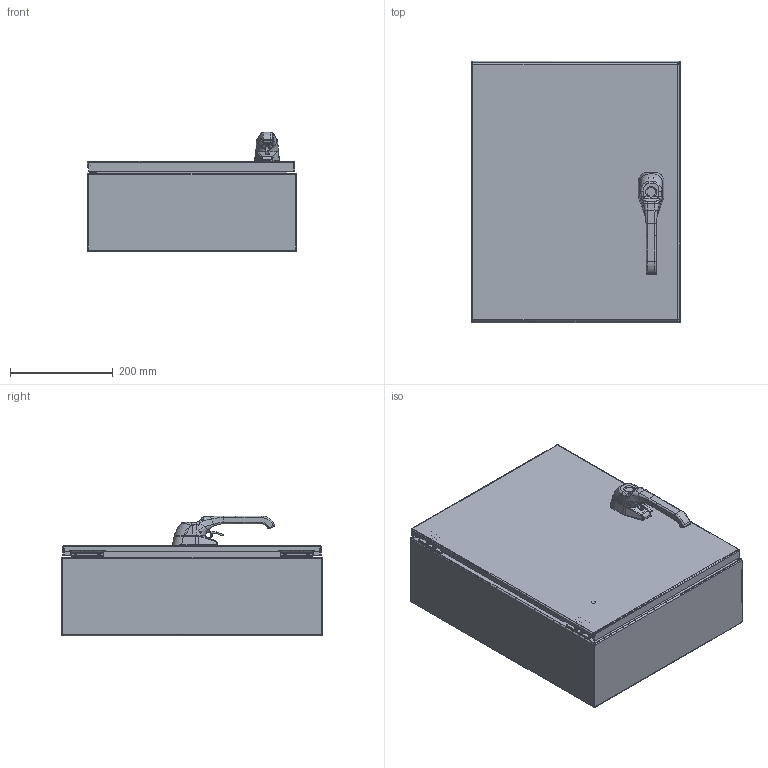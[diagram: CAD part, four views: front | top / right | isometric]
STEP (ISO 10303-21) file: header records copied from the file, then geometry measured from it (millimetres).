
FILE_DESCRIPTION((''),'2;1');
FILE_NAME('N412201606SS1PTC.stp','2012-05-09T11:02:59',('dnichola'),(''),'Autodesk Inventor 2012','Autodesk Inventor 2012','');
FILE_SCHEMA(('AUTOMOTIVE_DESIGN { 1 0 10303 214 1 1 1 1 }'));
Length unit declared in the file: inch
Products named in the file (29): N412201606SS1PTC; N412201606SS1PTCBKP; N4122016SS1PTCLID; HFW328176; 17376 PIN; 17380 SCREW; 17723 BOX LEAF; 17723-UTI BRACKET; 17910 SEALING WASHER; HFW3161; 388151; HFW328175; HFW32451; 1091-73; 1091-B11_ASM; 1091-74-03; 1091-74-01; 1091-75; DIN3771_16X2_5; 2100-11; 1091-76; D125B_10_5; DIN985_M10; 1000-277-01; 1000-02; 1225-05; SPACER; 38846; HFW31710
Assembly tree (38 placements, depth 4):
  N412201606SS1PTC
    N412201606SS1PTCBKP
    N4122016SS1PTCLID
    HFW328176  x2
      17376 PIN
      17380 SCREW
      17723 BOX LEAF
      17723-UTI BRACKET
      17910 SEALING WASHER
    HFW3161  x2
    388151  x4
    HFW328175  x2
    HFW32451
      1091-73
      1091-B11_ASM
        1091-74-03
        1091-74-01
      1091-75
      DIN3771_16X2_5
      2100-11
      1091-76
      D125B_10_5
      DIN985_M10
      1000-277-01  x2
      1000-02
      1225-05
      SPACER
    38846  x2
    HFW31710
Bounding box: 406.4 x 508 x 232.83 mm (x, y, z)
Volume: 1595264.1 mm3; surface area: 1644290 mm2
Topology: 41 solids, 41 shells, 2782 faces, 6621 edges, 3945 vertices
Faces by surface type: cylinder 1035, plane 882, bspline 355, torus 223, cone 194, sphere 93
Full cylindrical faces by diameter (mm): 2.362 x4, 2.5 x1, 3 x1, 3.1 x2, 3.15 x1, 3.175 x2, 3.317 x68, 3.5 x1, 3.861 x4, 3.962 x2, 4.166 x68, 4.25 x4, 4.366 x4, 4.572 x4, 4.775 x4, 5.4 x3, 6 x2, 6.35 x10, 6.502 x4, 6.985 x4, 7.137 x3, 7.62 x4, 8 x1, 8.128 x4, 8.56 x2, 9.144 x4, 10 x1, 10.2 x3, 10.5 x2, 11.05 x2
Entity records: 89601 total; most frequent: CARTESIAN_POINT 43880, DIRECTION 9383, ORIENTED_EDGE 8960, EDGE_CURVE 4480, AXIS2_PLACEMENT_3D 3655, VERTEX_POINT 2728, EDGE_LOOP 2330, VECTOR 2073
